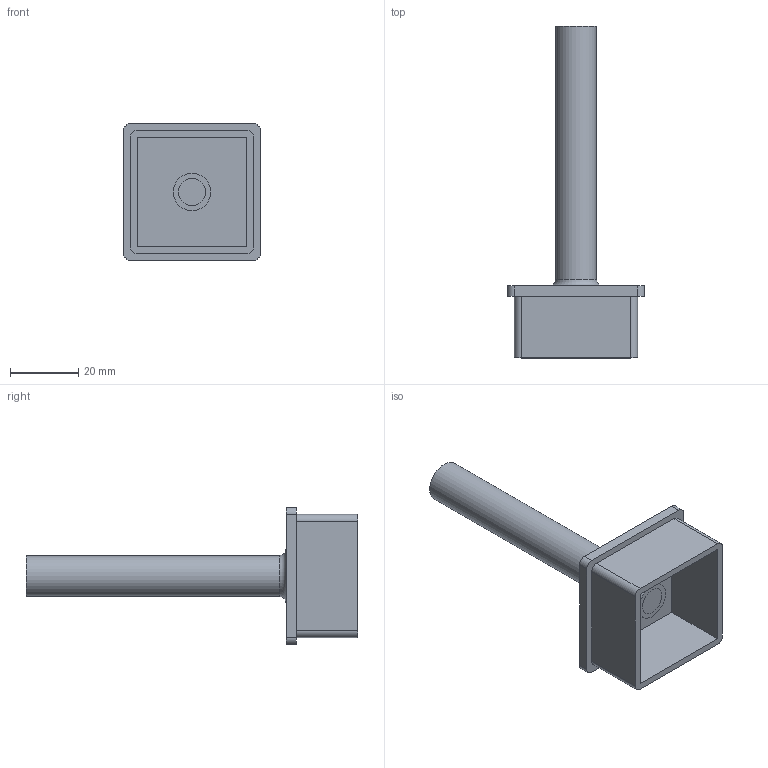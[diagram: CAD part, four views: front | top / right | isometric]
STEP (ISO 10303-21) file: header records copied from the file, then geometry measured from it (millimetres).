
FILE_DESCRIPTION(/* description */ (''),/* implementation_level */ '2;1');
FILE_NAME(/* name */ '43066.ipt.step',/* time_stamp */ '2022-07-18T12:51:54+02:00',/* author */ ('Abt. Technik'),/* organization */ (''),/* preprocessor_version */ 'ST-DEVELOPER v18.1',/* originating_system */ 'Autodesk Inventor 2022',/* authorisation */ '');
FILE_SCHEMA (('AUTOMOTIVE_DESIGN { 1 0 10303 214 3 1 1 }'));
Length unit declared in the file: millimetre
Products named in the file (1): 43066
Bounding box: 40 x 97 x 40 mm (x, y, z)
Volume: 17378.8 mm3; surface area: 12699.3 mm2
Topology: 2 solids, 2 shells, 37 faces, 80 edges, 53 vertices
Faces by surface type: plane 22, cylinder 13, cone 1, torus 1
Full cylindrical faces by diameter (mm): 6 x1, 8 x2, 11 x1, 12 x1
Entity records: 1058 total; most frequent: DIRECTION 186, CARTESIAN_POINT 171, ORIENTED_EDGE 160, EDGE_CURVE 80, AXIS2_PLACEMENT_3D 68, VERTEX_POINT 53, LINE 50, VECTOR 50
